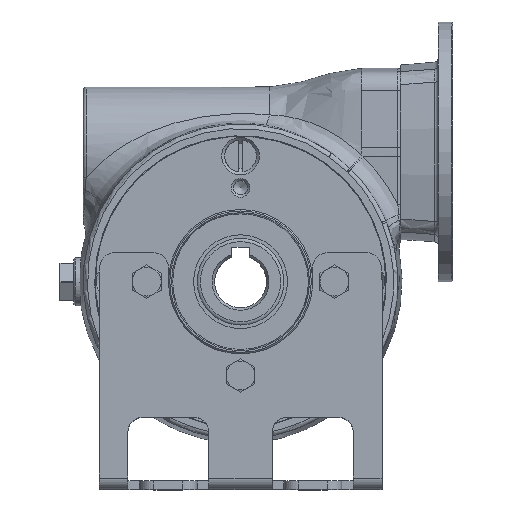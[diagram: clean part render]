
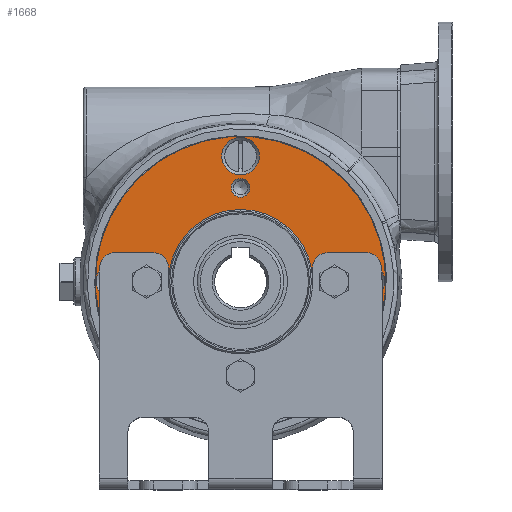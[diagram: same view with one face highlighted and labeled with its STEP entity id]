
A CAD part, top view. The second image highlights one B-rep face of the part: STEP entity #1668.
In plain terms, the highlighted planar face has unit normal (0, 0, 1).
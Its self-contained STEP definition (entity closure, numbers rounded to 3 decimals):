
#1668 = ADVANCED_FACE( '', ( #3609, #3610, #3611 ), #3612, .T. );
#3609 = FACE_BOUND( '', #9750, .T. );
#3610 = FACE_BOUND( '', #9751, .T. );
#3611 = FACE_OUTER_BOUND( '', #9752, .T. );
#3612 = PLANE( '', #9753 );
#9750 = EDGE_LOOP( '', ( #15021 ) );
#9751 = EDGE_LOOP( '', ( #15022 ) );
#9752 = EDGE_LOOP( '', ( #15023, #15024, #15025, #15026, #15027, #15028, #15029, #15030, #15031, #15032, #15033, #15034, #15035, #15036, #15037, #15038 ) );
#9753 = AXIS2_PLACEMENT_3D( '', #15039, #15040, #15041 );
#15021 = ORIENTED_EDGE( '', *, *, #16530, .T. );
#15022 = ORIENTED_EDGE( '', *, *, #17331, .T. );
#15023 = ORIENTED_EDGE( '', *, *, #16401, .F. );
#15024 = ORIENTED_EDGE( '', *, *, #17511, .T. );
#15025 = ORIENTED_EDGE( '', *, *, #16030, .F. );
#15026 = ORIENTED_EDGE( '', *, *, #17512, .T. );
#15027 = ORIENTED_EDGE( '', *, *, #17288, .F. );
#15028 = ORIENTED_EDGE( '', *, *, #16355, .F. );
#15029 = ORIENTED_EDGE( '', *, *, #16308, .F. );
#15030 = ORIENTED_EDGE( '', *, *, #16634, .F. );
#15031 = ORIENTED_EDGE( '', *, *, #17360, .T. );
#15032 = ORIENTED_EDGE( '', *, *, #17028, .F. );
#15033 = ORIENTED_EDGE( '', *, *, #17291, .T. );
#15034 = ORIENTED_EDGE( '', *, *, #17109, .F. );
#15035 = ORIENTED_EDGE( '', *, *, #16373, .T. );
#15036 = ORIENTED_EDGE( '', *, *, #17349, .F. );
#15037 = ORIENTED_EDGE( '', *, *, #16405, .F. );
#15038 = ORIENTED_EDGE( '', *, *, #15784, .F. );
#15039 = CARTESIAN_POINT( '', ( 0., 25., 35. ) );
#15040 = DIRECTION( '', ( 0., 0., 1. ) );
#15041 = DIRECTION( '', ( -1., 0., 0. ) );
#15784 = EDGE_CURVE( '', #17709, #17710, #17711, .T. );
#16030 = EDGE_CURVE( '', #18134, #18135, #18136, .T. );
#16308 = EDGE_CURVE( '', #18596, #18598, #18599, .T. );
#16355 = EDGE_CURVE( '', #18598, #18675, #18676, .T. );
#16373 = EDGE_CURVE( '', #18705, #18706, #18707, .F. );
#16401 = EDGE_CURVE( '', #18748, #17709, #18749, .T. );
#16405 = EDGE_CURVE( '', #17710, #18754, #18755, .T. );
#16530 = EDGE_CURVE( '', #18950, #18950, #18951, .F. );
#16634 = EDGE_CURVE( '', #19104, #18596, #19106, .T. );
#17028 = EDGE_CURVE( '', #19597, #19362, #19660, .T. );
#17109 = EDGE_CURVE( '', #18705, #19763, #19764, .T. );
#17288 = EDGE_CURVE( '', #18675, #19990, #19991, .T. );
#17291 = EDGE_CURVE( '', #19597, #19763, #19994, .T. );
#17331 = EDGE_CURVE( '', #20038, #20038, #20039, .F. );
#17349 = EDGE_CURVE( '', #18754, #18706, #20063, .T. );
#17360 = EDGE_CURVE( '', #19104, #19362, #20074, .F. );
#17511 = EDGE_CURVE( '', #18748, #18135, #20246, .T. );
#17512 = EDGE_CURVE( '', #18134, #19990, #20247, .T. );
#17709 = VERTEX_POINT( '', #20485 );
#17710 = VERTEX_POINT( '', #20486 );
#17711 = LINE( '', #20487, #20488 );
#18134 = VERTEX_POINT( '', #21715 );
#18135 = VERTEX_POINT( '', #21716 );
#18136 = CIRCLE( '', #21717, 25. );
#18596 = VERTEX_POINT( '', #22426 );
#18598 = VERTEX_POINT( '', #22429 );
#18599 = CIRCLE( '', #22430, 5. );
#18675 = VERTEX_POINT( '', #22653 );
#18676 = LINE( '', #22654, #22655 );
#18705 = VERTEX_POINT( '', #22716 );
#18706 = VERTEX_POINT( '', #22717 );
#18707 = CIRCLE( '', #22718, 6.5 );
#18748 = VERTEX_POINT( '', #22791 );
#18749 = CIRCLE( '', #22792, 5. );
#18754 = VERTEX_POINT( '', #22798 );
#18755 = CIRCLE( '', #22799, 5. );
#18950 = VERTEX_POINT( '', #23233 );
#18951 = CIRCLE( '', #23234, 3.259 );
#19104 = VERTEX_POINT( '', #23572 );
#19106 = CIRCLE( '', #23574, 49. );
#19362 = VERTEX_POINT( '', #24045 );
#19597 = VERTEX_POINT( '', #24516 );
#19660 = LINE( '', #24600, #24601 );
#19763 = VERTEX_POINT( '', #24758 );
#19764 = LINE( '', #24759, #24760 );
#19990 = VERTEX_POINT( '', #25170 );
#19991 = CIRCLE( '', #25171, 5. );
#19994 = CIRCLE( '', #25175, 50.3 );
#20038 = VERTEX_POINT( '', #25238 );
#20039 = CIRCLE( '', #25239, 6.5 );
#20063 = CIRCLE( '', #25270, 49. );
#20074 = CIRCLE( '', #25281, 6.5 );
#20246 = LINE( '', #25944, #25945 );
#20247 = LINE( '', #25946, #25947 );
#20485 = CARTESIAN_POINT( '', ( -30., 10., 35. ) );
#20486 = CARTESIAN_POINT( '', ( -43.715, 10., 35. ) );
#20487 = CARTESIAN_POINT( '', ( 0., 10., 35. ) );
#20488 = VECTOR( '', #26265, 1000. );
#21715 = CARTESIAN_POINT( '', ( 25., 0., 35. ) );
#21716 = CARTESIAN_POINT( '', ( -25., 0., 35. ) );
#21717 = AXIS2_PLACEMENT_3D( '', #26564, #26565, #26566 );
#22426 = CARTESIAN_POINT( '', ( 48.683, 5.568, 35. ) );
#22429 = CARTESIAN_POINT( '', ( 43.715, 10., 35. ) );
#22430 = AXIS2_PLACEMENT_3D( '', #26946, #26947, #26948 );
#22653 = CARTESIAN_POINT( '', ( 30., 10., 35. ) );
#22654 = CARTESIAN_POINT( '', ( 0., 10., 35. ) );
#22655 = VECTOR( '', #26988, 1000. );
#22716 = CARTESIAN_POINT( '', ( -49., -3.464, 35. ) );
#22717 = CARTESIAN_POINT( '', ( -48.862, 3.674, 35. ) );
#22718 = AXIS2_PLACEMENT_3D( '', #27002, #27003, #27004 );
#22791 = CARTESIAN_POINT( '', ( -25., 5., 35. ) );
#22792 = AXIS2_PLACEMENT_3D( '', #27037, #27038, #27039 );
#22798 = CARTESIAN_POINT( '', ( -48.683, 5.568, 35. ) );
#22799 = AXIS2_PLACEMENT_3D( '', #27044, #27045, #27046 );
#23233 = CARTESIAN_POINT( '', ( 0., 35.759, 35. ) );
#23234 = AXIS2_PLACEMENT_3D( '', #27195, #27196, #27197 );
#23572 = CARTESIAN_POINT( '', ( 48.862, 3.674, 35. ) );
#23574 = AXIS2_PLACEMENT_3D( '', #27307, #27308, #27309 );
#24045 = CARTESIAN_POINT( '', ( 49., -3.464, 35. ) );
#24516 = CARTESIAN_POINT( '', ( 49., -11.362, 35. ) );
#24600 = CARTESIAN_POINT( '', ( 49., -69.563, 35. ) );
#24601 = VECTOR( '', #27826, 1000. );
#24758 = CARTESIAN_POINT( '', ( -49., -11.362, 35. ) );
#24759 = CARTESIAN_POINT( '', ( -49., -69.563, 35. ) );
#24760 = VECTOR( '', #27913, 1000. );
#25170 = CARTESIAN_POINT( '', ( 25., 5., 35. ) );
#25171 = AXIS2_PLACEMENT_3D( '', #28102, #28103, #28104 );
#25175 = AXIS2_PLACEMENT_3D( '', #28106, #28107, #28108 );
#25238 = CARTESIAN_POINT( '', ( 0., 50., 35. ) );
#25239 = AXIS2_PLACEMENT_3D( '', #28131, #28132, #28133 );
#25270 = AXIS2_PLACEMENT_3D( '', #28147, #28148, #28149 );
#25281 = AXIS2_PLACEMENT_3D( '', #28153, #28154, #28155 );
#25944 = CARTESIAN_POINT( '', ( -25., 0., 35. ) );
#25945 = VECTOR( '', #28231, 1000. );
#25946 = CARTESIAN_POINT( '', ( 25., 0., 35. ) );
#25947 = VECTOR( '', #28232, 1000. );
#26265 = DIRECTION( '', ( -1., 0., 0. ) );
#26564 = CARTESIAN_POINT( '', ( 0., 0., 35. ) );
#26565 = DIRECTION( '', ( 0., 0., 1. ) );
#26566 = DIRECTION( '', ( 0., 1., 0. ) );
#26946 = CARTESIAN_POINT( '', ( 43.715, 5., 35. ) );
#26947 = DIRECTION( '', ( 0., 0., 1. ) );
#26948 = DIRECTION( '', ( 0., 1., 0. ) );
#26988 = DIRECTION( '', ( -1., 0., 0. ) );
#27002 = CARTESIAN_POINT( '', ( -43.5, 0., 35. ) );
#27003 = DIRECTION( '', ( 0., 0., 1. ) );
#27004 = DIRECTION( '', ( 0., 1., 0. ) );
#27037 = CARTESIAN_POINT( '', ( -30., 5., 35. ) );
#27038 = DIRECTION( '', ( 0., 0., 1. ) );
#27039 = DIRECTION( '', ( 0., 1., 0. ) );
#27044 = CARTESIAN_POINT( '', ( -43.715, 5., 35. ) );
#27045 = DIRECTION( '', ( 0., 0., 1. ) );
#27046 = DIRECTION( '', ( 0., 1., 0. ) );
#27195 = CARTESIAN_POINT( '', ( 0., 32.5, 35. ) );
#27196 = DIRECTION( '', ( 0., 0., 1. ) );
#27197 = DIRECTION( '', ( 0., 1., 0. ) );
#27307 = CARTESIAN_POINT( '', ( 0., 0., 35. ) );
#27308 = DIRECTION( '', ( 0., 0., 1. ) );
#27309 = DIRECTION( '', ( 0., 1., 0. ) );
#27826 = DIRECTION( '', ( 0., 1., 0. ) );
#27913 = DIRECTION( '', ( 0., -1., 0. ) );
#28102 = CARTESIAN_POINT( '', ( 30., 5., 35. ) );
#28103 = DIRECTION( '', ( 0., 0., 1. ) );
#28104 = DIRECTION( '', ( 0., 1., 0. ) );
#28106 = CARTESIAN_POINT( '', ( 0., 0., 35. ) );
#28107 = DIRECTION( '', ( 0., 0., 1. ) );
#28108 = DIRECTION( '', ( 0., 1., 0. ) );
#28131 = CARTESIAN_POINT( '', ( 0., 43.5, 35. ) );
#28132 = DIRECTION( '', ( 0., 0., 1. ) );
#28133 = DIRECTION( '', ( 0., 1., 0. ) );
#28147 = CARTESIAN_POINT( '', ( 0., 0., 35. ) );
#28148 = DIRECTION( '', ( 0., 0., 1. ) );
#28149 = DIRECTION( '', ( 0., 1., 0. ) );
#28153 = CARTESIAN_POINT( '', ( 43.5, 0., 35. ) );
#28154 = DIRECTION( '', ( 0., 0., 1. ) );
#28155 = DIRECTION( '', ( 0., 1., 0. ) );
#28231 = DIRECTION( '', ( 0., -1., 0. ) );
#28232 = DIRECTION( '', ( 0., 1., 0. ) );
